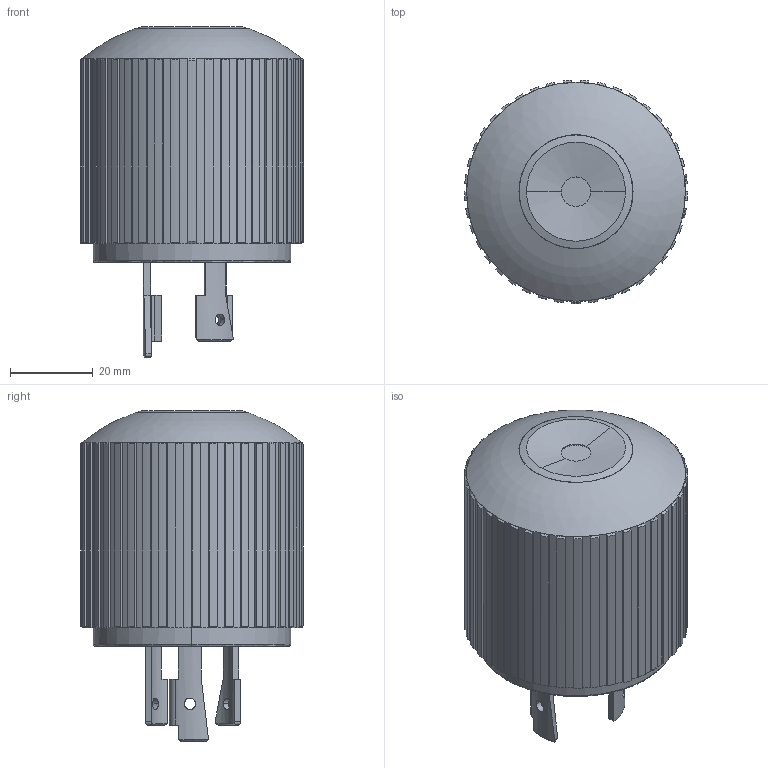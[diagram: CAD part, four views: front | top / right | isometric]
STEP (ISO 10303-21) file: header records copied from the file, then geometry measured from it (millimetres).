
FILE_DESCRIPTION (( 'STEP AP203' ), '1' );
FILE_NAME ('70620NP.STEP', '2020-08-17T11:01:10', ( '' ), ( '' ), 'SwSTEP 2.0', 'SolidWorks 2019', '' );
FILE_SCHEMA (( 'CONFIG_CONTROL_DESIGN' ));
Length unit declared in the file: inch
Products named in the file (1): 70620NP
Bounding box: 54 x 53.98 x 80.12 mm (x, y, z)
Volume: 117875.5 mm3; surface area: 17868.3 mm2
Topology: 1 solids, 2 shells, 599 faces, 1592 edges, 1044 vertices
Faces by surface type: plane 317, cylinder 127, cone 108, bspline 47
Entity records: 19889 total; most frequent: CARTESIAN_POINT 5020, ORIENTED_EDGE 3184, DIRECTION 2938, EDGE_CURVE 1592, VERTEX_POINT 1044, AXIS2_PLACEMENT_3D 990, LINE 958, VECTOR 958
